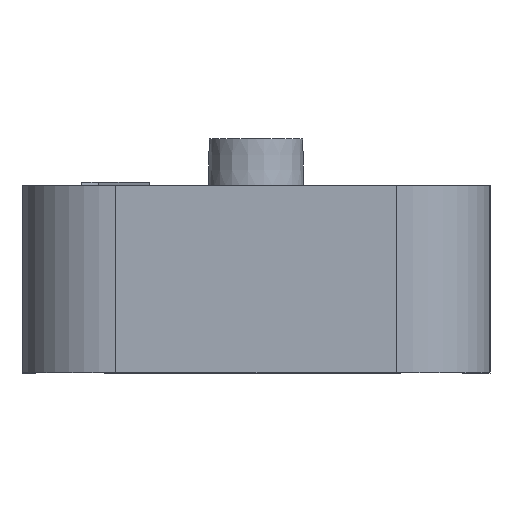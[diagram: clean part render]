
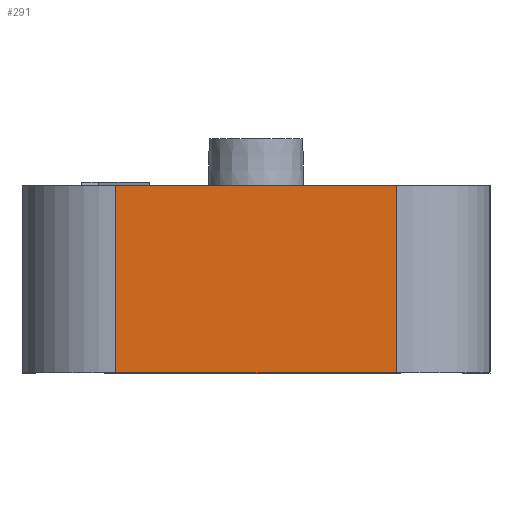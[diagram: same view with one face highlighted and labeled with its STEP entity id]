
A CAD part, left-side view. The second image highlights one B-rep face of the part: STEP entity #291.
In plain terms, the highlighted planar face has unit normal (-1, 0, 0).
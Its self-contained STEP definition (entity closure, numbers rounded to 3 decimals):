
#291 = ADVANCED_FACE( '', ( #1162 ), #1163, .T. );
#1162 = FACE_OUTER_BOUND( '', #2382, .T. );
#1163 = PLANE( '', #2383 );
#2382 = EDGE_LOOP( '', ( #5194, #5195, #5196, #5197 ) );
#2383 = AXIS2_PLACEMENT_3D( '', #5198, #5199, #5200 );
#5194 = ORIENTED_EDGE( '', *, *, #8137, .F. );
#5195 = ORIENTED_EDGE( '', *, *, #8795, .F. );
#5196 = ORIENTED_EDGE( '', *, *, #7660, .T. );
#5197 = ORIENTED_EDGE( '', *, *, #8794, .T. );
#5198 = CARTESIAN_POINT( '', ( -53., -7.5, 115.588 ) );
#5199 = DIRECTION( '', ( -1., 0., 0. ) );
#5200 = DIRECTION( '', ( 0., 1., 0. ) );
#7660 = EDGE_CURVE( '', #9109, #9107, #9110, .T. );
#8137 = EDGE_CURVE( '', #10054, #10056, #10057, .T. );
#8794 = EDGE_CURVE( '', #9107, #10056, #11182, .T. );
#8795 = EDGE_CURVE( '', #9109, #10054, #11183, .T. );
#9107 = VERTEX_POINT( '', #11508 );
#9109 = VERTEX_POINT( '', #11510 );
#9110 = LINE( '', #11511, #11512 );
#10054 = VERTEX_POINT( '', #12924 );
#10056 = VERTEX_POINT( '', #12926 );
#10057 = LINE( '', #12927, #12928 );
#11182 = LINE( '', #14704, #14705 );
#11183 = LINE( '', #14706, #14707 );
#11508 = CARTESIAN_POINT( '', ( -53., 7.5, 10. ) );
#11510 = CARTESIAN_POINT( '', ( -53., -7.5, 10. ) );
#11511 = CARTESIAN_POINT( '', ( -53., 0., 10. ) );
#11512 = VECTOR( '', #15290, 1000. );
#12924 = CARTESIAN_POINT( '', ( -53., -7.5, 0. ) );
#12926 = CARTESIAN_POINT( '', ( -53., 7.5, 0. ) );
#12927 = CARTESIAN_POINT( '', ( -53., 0., 0. ) );
#12928 = VECTOR( '', #15783, 1000. );
#14704 = CARTESIAN_POINT( '', ( -53., 7.5, 115.588 ) );
#14705 = VECTOR( '', #16450, 1000. );
#14706 = CARTESIAN_POINT( '', ( -53., -7.5, 115.588 ) );
#14707 = VECTOR( '', #16451, 1000. );
#15290 = DIRECTION( '', ( 0., 1., 0. ) );
#15783 = DIRECTION( '', ( 0., 1., 0. ) );
#16450 = DIRECTION( '', ( 0., 0., -1. ) );
#16451 = DIRECTION( '', ( 0., 0., -1. ) );
